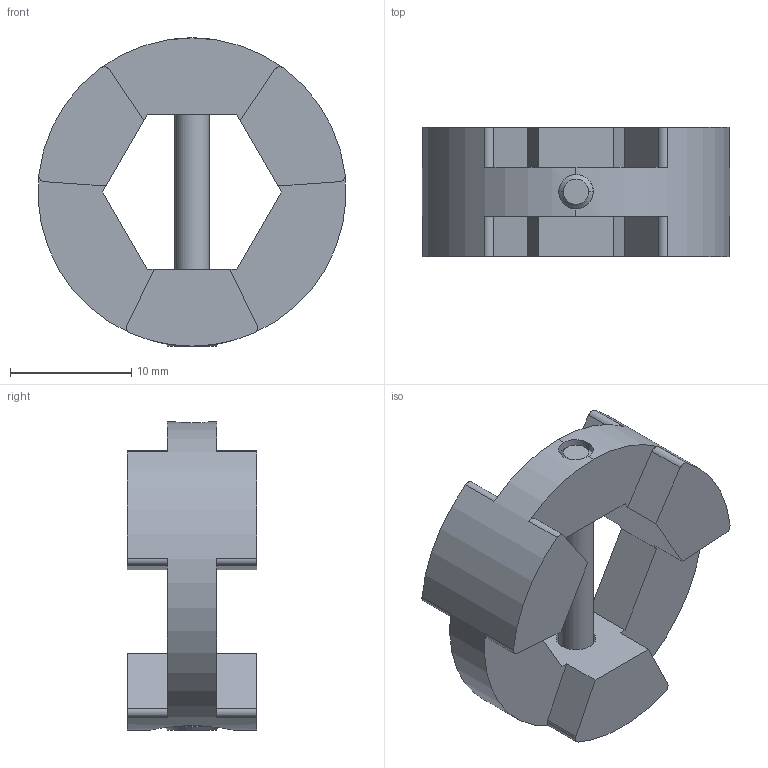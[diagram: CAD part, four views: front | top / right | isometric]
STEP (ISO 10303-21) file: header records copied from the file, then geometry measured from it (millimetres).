
FILE_DESCRIPTION (( 'STEP AP214' ), '1' );
FILE_NAME ('am-0020 Dog Gear.STEP', '2015-09-17T19:03:40', ( '' ), ( '' ), 'SwSTEP 2.0', 'SolidWorks 2014', '' );
FILE_SCHEMA (( 'AUTOMOTIVE_DESIGN' ));
Length unit declared in the file: inch
Products named in the file (3): socket head cap screw_ai_HX-SHCS 0.112-40x0.875x0.875-N; Dog Gear am-0020; am-0020 Dog Gear
Assembly tree (2 placements, depth 2):
  am-0020 Dog Gear
    Dog Gear am-0020
    socket head cap screw_ai_HX-SHCS 0.112-40x0.875x0.875-N
Bounding box: 25.37 x 10.67 x 25.4 mm (x, y, z)
Volume: 2584.7 mm3; surface area: 2184.5 mm2
Topology: 2 solids, 2 shells, 80 faces, 218 edges, 139 vertices
Faces by surface type: plane 46, cylinder 24, cone 8, torus 2
Entity records: 2744 total; most frequent: CARTESIAN_POINT 552, DIRECTION 450, ORIENTED_EDGE 432, EDGE_CURVE 216, AXIS2_PLACEMENT_3D 157, VERTEX_POINT 139, VECTOR 136, LINE 136
